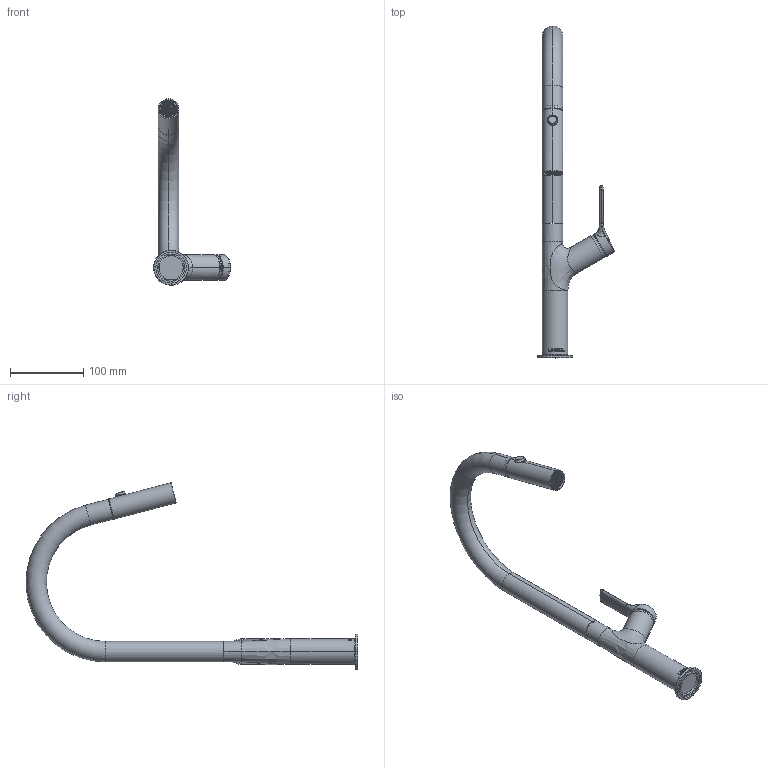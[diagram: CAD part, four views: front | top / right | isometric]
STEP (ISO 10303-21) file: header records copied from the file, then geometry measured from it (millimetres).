
FILE_DESCRIPTION((''),'2;1');
FILE_NAME('CF77-1_ASM_120_ASM_1_ASM','2022-05-22T11:09:11',('怪大叔'),(''),'CREO PARAMETRIC BY PTC INC, 2021063','CREO PARAMETRIC BY PTC INC, 2021063','');
FILE_SCHEMA(('CONFIG_CONTROL_DESIGN'));
Length unit declared in the file: millimetre
Products named in the file (36): CF77-1_26_1; DZ77-1_8_1; BS77-1_43_1; BYG61-1_6_1; CFG58-1_24_1; JT13-1_3_1; HST30-11_5_1; MANIFOLD_SOLID_BREP_11703_1; MANIFOLD_SOLID_BREP_11865_1; MANIFOLD_SOLID_BREP_12027_1; MANIFOLD_SOLID_BREP_12189_1; MANIFOLD_SOLID_BREP_12351_1; MANIFOLD_SOLID_BREP_12513_1; MANIFOLD_SOLID_BREP_12675_1; MANIFOLD_SOLID_BREP_12837_1; MANIFOLD_SOLID_BREP_12999_1; MANIFOLD_SOLID_BREP_13161_1; MANIFOLD_SOLID_BREP_13323_1; MANIFOLD_SOLID_BREP_13485_1; MANIFOLD_SOLID_BREP_13647_1; MANIFOLD_SOLID_BREP_13809_1; MANIFOLD_SOLID_BREP_13971_1; MANIFOLD_SOLID_BREP_14133_1; MANIFOLD_SOLID_BREP_14295_1; MANIFOLD_SOLID_BREP_14457_1; MANIFOLD_SOLID_BREP_14619_1; HSTCSJ30-12_2_ASM_1_ASM; 15NEIDAN-NP1_2_1; LVWANG--1_2_1; DP-NEIDAN-1_2_1; HSTCSJ30-12_ASM_2_ASM_1_ASM; HST30-11_ASM_6_ASM_1_ASM; CFG77-1_ASM_18_ASM_1_ASM; 82001-LIN; 82001-HC; CF77-1_ASM_120_ASM_1_ASM
Assembly tree (35 placements, depth 6):
  CF77-1_ASM_120_ASM_1_ASM
    CF77-1_26_1
    DZ77-1_8_1
    BS77-1_43_1
    BYG61-1_6_1
    CFG77-1_ASM_18_ASM_1_ASM
      CFG58-1_24_1
      JT13-1_3_1
      HST30-11_ASM_6_ASM_1_ASM
        HST30-11_5_1
        HSTCSJ30-12_ASM_2_ASM_1_ASM
          HSTCSJ30-12_2_ASM_1_ASM
            MANIFOLD_SOLID_BREP_11703_1
            MANIFOLD_SOLID_BREP_11865_1
            MANIFOLD_SOLID_BREP_12027_1
            MANIFOLD_SOLID_BREP_12189_1
            MANIFOLD_SOLID_BREP_12351_1
            MANIFOLD_SOLID_BREP_12513_1
            MANIFOLD_SOLID_BREP_12675_1
            MANIFOLD_SOLID_BREP_12837_1
            MANIFOLD_SOLID_BREP_12999_1
            MANIFOLD_SOLID_BREP_13161_1
            MANIFOLD_SOLID_BREP_13323_1
            MANIFOLD_SOLID_BREP_13485_1
            MANIFOLD_SOLID_BREP_13647_1
            MANIFOLD_SOLID_BREP_13809_1
            MANIFOLD_SOLID_BREP_13971_1
            MANIFOLD_SOLID_BREP_14133_1
            MANIFOLD_SOLID_BREP_14295_1
            MANIFOLD_SOLID_BREP_14457_1
            MANIFOLD_SOLID_BREP_14619_1
          15NEIDAN-NP1_2_1
          LVWANG--1_2_1
          DP-NEIDAN-1_2_1
    82001-LIN
    82001-HC
Bounding box: 105.15 x 454.2 x 255.16 mm (x, y, z)
Volume: 526185.5 mm3; surface area: 114602.1 mm2
Topology: 42 solids, 43 shells, 1036 faces, 2708 edges, 1801 vertices
Faces by surface type: plane 467, cylinder 266, bspline 111, extrusion 96, torus 51, cone 28, sphere 17
Entity records: 39520 total; most frequent: CARTESIAN_POINT 13686, ORIENTED_EDGE 5394, DIRECTION 4837, EDGE_CURVE 2697, VERTEX_POINT 1801, AXIS2_PLACEMENT_3D 1691, VECTOR 1455, LINE 1359
